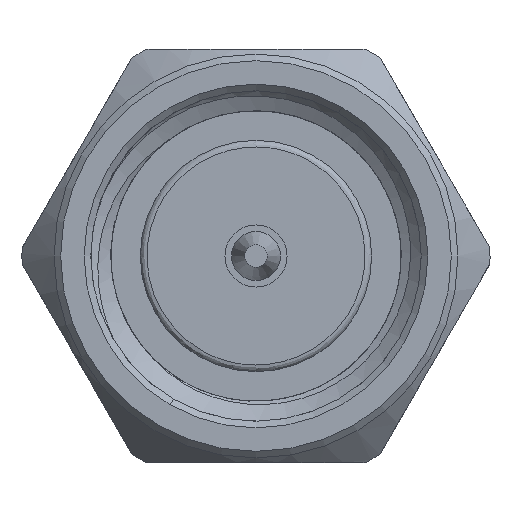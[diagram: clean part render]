
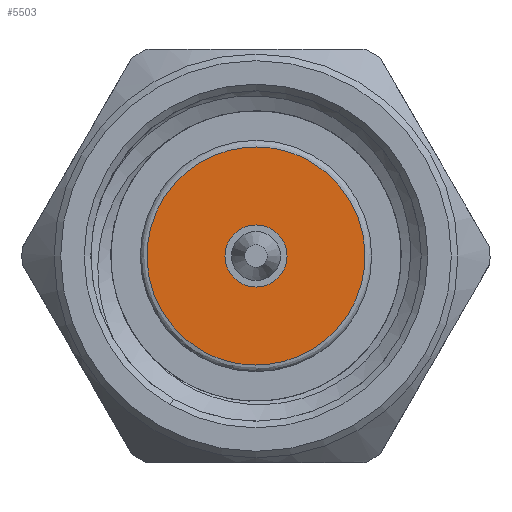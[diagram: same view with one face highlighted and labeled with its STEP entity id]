
A CAD part, left-side view. The second image highlights one B-rep face of the part: STEP entity #5503.
In plain terms, the highlighted planar face has unit normal (-1, 0, 0).
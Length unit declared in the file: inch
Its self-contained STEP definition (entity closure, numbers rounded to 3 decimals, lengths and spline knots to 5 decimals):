
#150 = EDGE_LOOP ( 'NONE', ( #2577 ) ) ;
#227 = DIRECTION ( 'NONE',  ( -1., 0., 0. ) ) ;
#289 = FACE_BOUND ( 'NONE', #150, .T. ) ;
#344 = DIRECTION ( 'NONE',  ( 1., 0., 0. ) ) ;
#560 = EDGE_CURVE ( 'NONE', #820, #5029, #4336, .T. ) ;
#737 = CARTESIAN_POINT ( 'NONE',  ( 0.1, -0.04125, 0.07145 ) ) ;
#820 = VERTEX_POINT ( 'NONE', #4130 ) ;
#1018 = EDGE_CURVE ( 'NONE', #5029, #820, #3924, .T. ) ;
#1169 = CARTESIAN_POINT ( 'NONE',  ( 0.1, -0.04125, 0.07145 ) ) ;
#1559 = ORIENTED_EDGE ( 'NONE', *, *, #560, .F. ) ;
#1627 = CARTESIAN_POINT ( 'NONE',  ( 0.1, 0.04125, -0.07145 ) ) ;
#1695 = AXIS2_PLACEMENT_3D ( 'NONE', #1975, #227, #4066 ) ;
#1975 = CARTESIAN_POINT ( 'NONE',  ( 0.1, 0., 0. ) ) ;
#2140 = AXIS2_PLACEMENT_3D ( 'NONE', #5512, #344, #4679 ) ;
#2228 = CIRCLE ( 'NONE', #1695, 0.0235 ) ;
#2481 = VERTEX_POINT ( 'NONE', #3332 ) ;
#2577 = ORIENTED_EDGE ( 'NONE', *, *, #5221, .F. ) ;
#2943 = CARTESIAN_POINT ( 'NONE',  ( 0.1, 0.18414, 0.01105 ) ) ;
#3332 = CARTESIAN_POINT ( 'NONE',  ( 0.1, 0.01175, -0.02035 ) ) ;
#3340 = CARTESIAN_POINT ( 'NONE',  ( 0.1, 0.10164, 0.15395 ) ) ;
#3706 = CARTESIAN_POINT ( 'NONE',  ( 0.1, -0.18414, -0.01105 ) ) ;
#3741 = CARTESIAN_POINT ( 'NONE',  ( 0.1, 0.04125, -0.07145 ) ) ;
#3804 = FACE_OUTER_BOUND ( 'NONE', #4893, .T. ) ;
#3924 =( BOUNDED_CURVE ( )  B_SPLINE_CURVE ( 3, ( #1627, #2943, #3340, #1169 ),
 .UNSPECIFIED., .F., .T. ) 
 B_SPLINE_CURVE_WITH_KNOTS ( ( 4, 4 ),
 ( 0., 1. ),
 .UNSPECIFIED. ) 
 CURVE ( )  GEOMETRIC_REPRESENTATION_ITEM ( )  RATIONAL_B_SPLINE_CURVE ( ( 1., 0.333, 0.333, 1. ) ) 
 REPRESENTATION_ITEM ( '' )  );
#4066 = DIRECTION ( 'NONE',  ( 0., 0.5, -0.866 ) ) ;
#4130 = CARTESIAN_POINT ( 'NONE',  ( 0.1, -0.04125, 0.07145 ) ) ;
#4336 =( BOUNDED_CURVE ( )  B_SPLINE_CURVE ( 3, ( #737, #3706, #5446, #3741 ),
 .UNSPECIFIED., .F., .T. ) 
 B_SPLINE_CURVE_WITH_KNOTS ( ( 4, 4 ),
 ( 0., 1. ),
 .UNSPECIFIED. ) 
 CURVE ( )  GEOMETRIC_REPRESENTATION_ITEM ( )  RATIONAL_B_SPLINE_CURVE ( ( 1., 0.333, 0.333, 1. ) ) 
 REPRESENTATION_ITEM ( '' )  );
#4679 = DIRECTION ( 'NONE',  ( 0., 0., 1. ) ) ;
#4742 = ORIENTED_EDGE ( 'NONE', *, *, #1018, .F. ) ;
#4821 = CARTESIAN_POINT ( 'NONE',  ( 0.1, 0.04125, -0.07145 ) ) ;
#4893 = EDGE_LOOP ( 'NONE', ( #4742, #1559 ) ) ;
#5029 = VERTEX_POINT ( 'NONE', #4821 ) ;
#5221 = EDGE_CURVE ( 'NONE', #2481, #2481, #2228, .T. ) ;
#5446 = CARTESIAN_POINT ( 'NONE',  ( 0.1, -0.10164, -0.15395 ) ) ;
#5503 = ADVANCED_FACE ( 'NONE', ( #289, #3804 ), #5539, .F. ) ;
#5512 = CARTESIAN_POINT ( 'NONE',  ( 0.1, 0., 0. ) ) ;
#5539 = PLANE ( 'NONE',  #2140 ) ;
